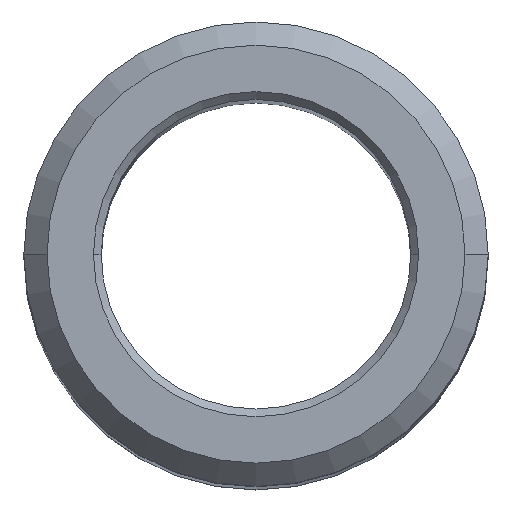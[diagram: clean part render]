
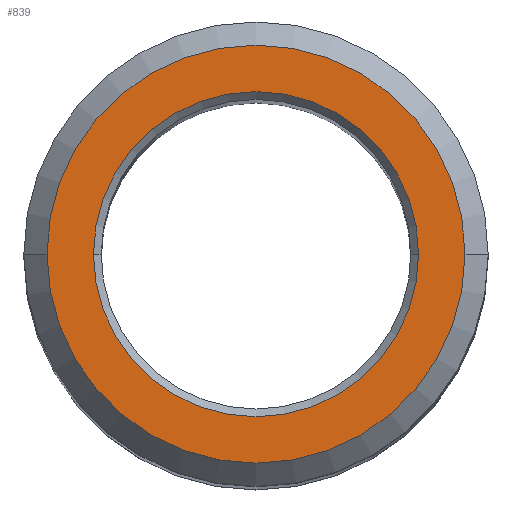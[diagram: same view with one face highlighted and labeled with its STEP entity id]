
A CAD part, top view. The second image highlights one B-rep face of the part: STEP entity #839.
In plain terms, the highlighted planar face has unit normal (0, 0, 1).
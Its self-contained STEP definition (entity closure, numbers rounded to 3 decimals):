
#59 = EDGE_LOOP ( 'NONE', ( #938, #254 ) ) ;
#62 = ORIENTED_EDGE ( 'NONE', *, *, #319, .T. ) ;
#102 = DIRECTION ( 'NONE',  ( 0., 0., 1. ) ) ;
#106 = CARTESIAN_POINT ( 'NONE',  ( 4.2, 0., 0. ) ) ;
#176 = CARTESIAN_POINT ( 'NONE',  ( -5.4, 0., 0. ) ) ;
#191 = DIRECTION ( 'NONE',  ( 1., 0., 0. ) ) ;
#248 = EDGE_CURVE ( 'NONE', #833, #1083, #251, .T. ) ;
#251 = CIRCLE ( 'NONE', #812, 4.2 ) ;
#254 = ORIENTED_EDGE ( 'NONE', *, *, #810, .T. ) ;
#261 = PLANE ( 'NONE',  #532 ) ;
#281 = CARTESIAN_POINT ( 'NONE',  ( 0., 0., 0. ) ) ;
#319 = EDGE_CURVE ( 'NONE', #1083, #833, #951, .T. ) ;
#374 = CIRCLE ( 'NONE', #1094, 5.4 ) ;
#380 = EDGE_LOOP ( 'NONE', ( #62, #1114 ) ) ;
#388 = AXIS2_PLACEMENT_3D ( 'NONE', #389, #1046, #1003 ) ;
#389 = CARTESIAN_POINT ( 'NONE',  ( 0., 0., 0. ) ) ;
#408 = DIRECTION ( 'NONE',  ( 1., 0., 0. ) ) ;
#415 = FACE_OUTER_BOUND ( 'NONE', #59, .T. ) ;
#431 = FACE_BOUND ( 'NONE', #380, .T. ) ;
#468 = EDGE_CURVE ( 'NONE', #1014, #562, #606, .T. ) ;
#508 = CARTESIAN_POINT ( 'NONE',  ( 5.4, 0., 0. ) ) ;
#532 = AXIS2_PLACEMENT_3D ( 'NONE', #1070, #668, #1099 ) ;
#562 = VERTEX_POINT ( 'NONE', #508 ) ;
#606 = CIRCLE ( 'NONE', #388, 5.4 ) ;
#668 = DIRECTION ( 'NONE',  ( 0., 0., 1. ) ) ;
#675 = DIRECTION ( 'NONE',  ( 1., 0., 0. ) ) ;
#793 = DIRECTION ( 'NONE',  ( 0., 0., -1. ) ) ;
#810 = EDGE_CURVE ( 'NONE', #562, #1014, #374, .T. ) ;
#812 = AXIS2_PLACEMENT_3D ( 'NONE', #916, #793, #675 ) ;
#822 = CARTESIAN_POINT ( 'NONE',  ( -4.2, 0., 0. ) ) ;
#833 = VERTEX_POINT ( 'NONE', #822 ) ;
#839 = ADVANCED_FACE ( 'NONE', ( #431, #415 ), #261, .T. ) ;
#840 = CARTESIAN_POINT ( 'NONE',  ( 0., 0., 0. ) ) ;
#843 = AXIS2_PLACEMENT_3D ( 'NONE', #840, #1067, #408 ) ;
#916 = CARTESIAN_POINT ( 'NONE',  ( 0., 0., 0. ) ) ;
#938 = ORIENTED_EDGE ( 'NONE', *, *, #468, .T. ) ;
#951 = CIRCLE ( 'NONE', #843, 4.2 ) ;
#1003 = DIRECTION ( 'NONE',  ( 1., 0., 0. ) ) ;
#1014 = VERTEX_POINT ( 'NONE', #176 ) ;
#1046 = DIRECTION ( 'NONE',  ( 0., 0., 1. ) ) ;
#1067 = DIRECTION ( 'NONE',  ( 0., 0., -1. ) ) ;
#1070 = CARTESIAN_POINT ( 'NONE',  ( 0., 0., 0. ) ) ;
#1083 = VERTEX_POINT ( 'NONE', #106 ) ;
#1094 = AXIS2_PLACEMENT_3D ( 'NONE', #281, #102, #191 ) ;
#1099 = DIRECTION ( 'NONE',  ( 1., 0., 0. ) ) ;
#1114 = ORIENTED_EDGE ( 'NONE', *, *, #248, .T. ) ;
